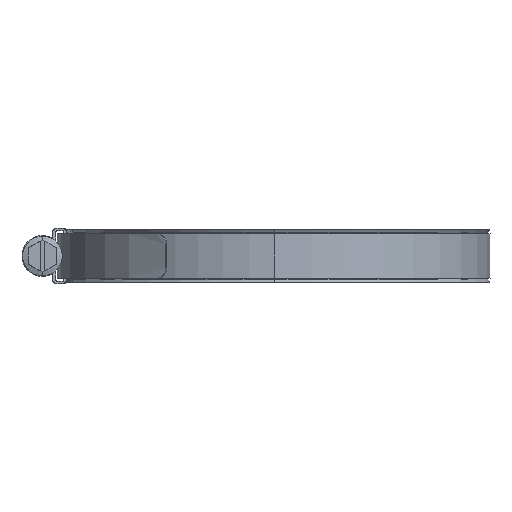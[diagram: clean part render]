
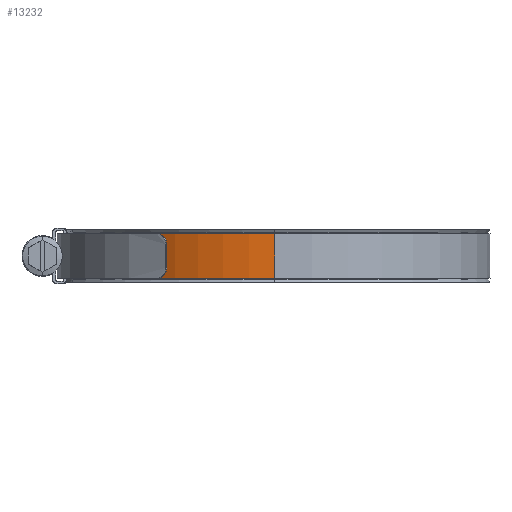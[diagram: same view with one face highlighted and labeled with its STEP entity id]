
A CAD part, left-side view. The second image highlights one B-rep face of the part: STEP entity #13232.
In plain terms, the highlighted cylindrical face has radius 61.53 mm (diameter 123.06 mm), a partial arc.
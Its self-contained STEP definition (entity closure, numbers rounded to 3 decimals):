
#525 = FACE_OUTER_BOUND ( 'NONE', #9794, .T. ) ;
#1682 = EDGE_CURVE ( 'NONE', #1922, #6593, #4762, .T. ) ;
#1922 = VERTEX_POINT ( 'NONE', #8414 ) ;
#2730 = DIRECTION ( 'NONE',  ( 1., 0., 0. ) ) ;
#3131 = DIRECTION ( 'NONE',  ( 0., 0., 1. ) ) ;
#3200 = CARTESIAN_POINT ( 'NONE',  ( 0., 0., 6.35 ) ) ;
#3315 = CARTESIAN_POINT ( 'NONE',  ( 0., 0., -6.35 ) ) ;
#3390 = CARTESIAN_POINT ( 'NONE',  ( -61.53, 0., -6.35 ) ) ;
#3528 = ORIENTED_EDGE ( 'NONE', *, *, #8185, .F. ) ;
#3923 = ORIENTED_EDGE ( 'NONE', *, *, #4686, .T. ) ;
#4566 = CARTESIAN_POINT ( 'NONE',  ( -61.53, 0., 6.35 ) ) ;
#4686 = EDGE_CURVE ( 'NONE', #6593, #10942, #5064, .T. ) ;
#4762 = LINE ( 'NONE', #12067, #6907 ) ;
#4779 = CYLINDRICAL_SURFACE ( 'NONE', #6158, 61.53 ) ;
#5064 = CIRCLE ( 'NONE', #12858, 61.53 ) ;
#5698 = CARTESIAN_POINT ( 'NONE',  ( -61.53, 0., 6.35 ) ) ;
#6158 = AXIS2_PLACEMENT_3D ( 'NONE', #13281, #12231, #11168 ) ;
#6197 = AXIS2_PLACEMENT_3D ( 'NONE', #3200, #3131, #2730 ) ;
#6593 = VERTEX_POINT ( 'NONE', #10969 ) ;
#6907 = VECTOR ( 'NONE', #12210, 1000. ) ;
#7535 = CIRCLE ( 'NONE', #6197, 61.53 ) ;
#7577 = DIRECTION ( 'NONE',  ( 1., 0., 0. ) ) ;
#7629 = ORIENTED_EDGE ( 'NONE', *, *, #7803, .F. ) ;
#7703 = LINE ( 'NONE', #5698, #9506 ) ;
#7803 = EDGE_CURVE ( 'NONE', #9860, #10942, #7703, .T. ) ;
#8185 = EDGE_CURVE ( 'NONE', #1922, #9860, #7535, .T. ) ;
#8414 = CARTESIAN_POINT ( 'NONE',  ( 0., 61.53, 6.35 ) ) ;
#8476 = DIRECTION ( 'NONE',  ( 0., 0., 1. ) ) ;
#9506 = VECTOR ( 'NONE', #13288, 1000. ) ;
#9794 = EDGE_LOOP ( 'NONE', ( #7629, #3528, #11577, #3923 ) ) ;
#9860 = VERTEX_POINT ( 'NONE', #4566 ) ;
#10942 = VERTEX_POINT ( 'NONE', #3390 ) ;
#10969 = CARTESIAN_POINT ( 'NONE',  ( 0., 61.53, -6.35 ) ) ;
#11168 = DIRECTION ( 'NONE',  ( -1., 0., 0. ) ) ;
#11577 = ORIENTED_EDGE ( 'NONE', *, *, #1682, .T. ) ;
#12067 = CARTESIAN_POINT ( 'NONE',  ( 0., 61.53, 6.35 ) ) ;
#12210 = DIRECTION ( 'NONE',  ( 0., 0., -1. ) ) ;
#12231 = DIRECTION ( 'NONE',  ( 0., 0., -1. ) ) ;
#12858 = AXIS2_PLACEMENT_3D ( 'NONE', #3315, #8476, #7577 ) ;
#13232 = ADVANCED_FACE ( 'NONE', ( #525 ), #4779, .T. ) ;
#13281 = CARTESIAN_POINT ( 'NONE',  ( 0., 0., 6.35 ) ) ;
#13288 = DIRECTION ( 'NONE',  ( 0., 0., -1. ) ) ;
